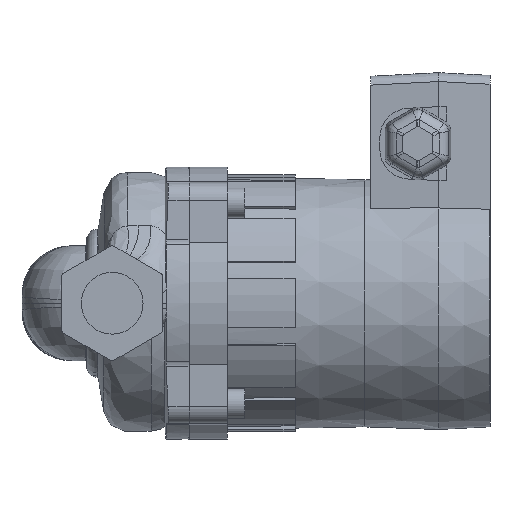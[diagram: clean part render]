
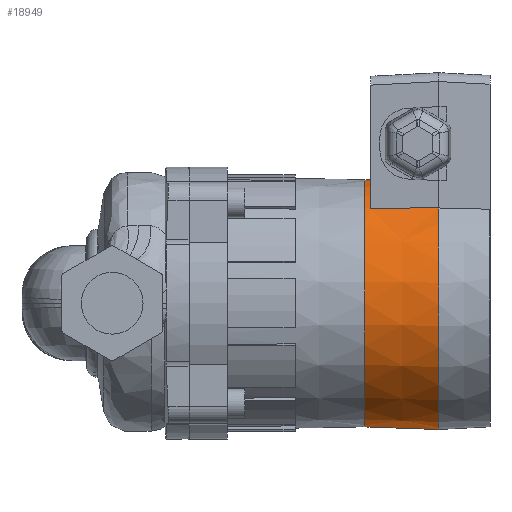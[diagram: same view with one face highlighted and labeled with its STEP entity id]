
A CAD part, front view. The second image highlights one B-rep face of the part: STEP entity #18949.
In plain terms, the highlighted conical face has half-angle 2 degrees and reference radius 42.7 mm.
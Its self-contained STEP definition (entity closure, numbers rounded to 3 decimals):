
#176 = CARTESIAN_POINT ( 'NONE',  ( 61.4, -26.789, 32.208 ) ) ;
#190 = CARTESIAN_POINT ( 'NONE',  ( 84.5, -28., 32.238 ) ) ;
#208 = CARTESIAN_POINT ( 'NONE',  ( 61.4, 0., 41.893 ) ) ;
#214 = CARTESIAN_POINT ( 'NONE',  ( 59.5, 0., 41.827 ) ) ;
#218 = CARTESIAN_POINT ( 'NONE',  ( 84.5, 0., -42.7 ) ) ;
#246 = CARTESIAN_POINT ( 'NONE',  ( 59.5, 0., -41.827 ) ) ;
#1235 = EDGE_CURVE ( 'NONE', #20643, #20634, #6977, .T. ) ;
#1270 = EDGE_CURVE ( 'NONE', #20652, #20634, #4506, .T. ) ;
#1339 = EDGE_CURVE ( 'NONE', #20655, #20652, #5568, .T. ) ;
#1578 = EDGE_CURVE ( 'NONE', #20671, #20657, #21931, .T. ) ;
#1588 = EDGE_CURVE ( 'NONE', #20655, #20671, #26022, .T. ) ;
#1607 = EDGE_CURVE ( 'NONE', #20643, #20657, #19426, .T. ) ;
#2093 = VECTOR ( 'NONE', #5570, 1000. ) ;
#3209 = ORIENTED_EDGE ( 'NONE', *, *, #1270, .F. ) ;
#3215 = ORIENTED_EDGE ( 'NONE', *, *, #1235, .T. ) ;
#4506 = CIRCLE ( 'NONE', #4595, 41.893 ) ;
#4595 = AXIS2_PLACEMENT_3D ( 'NONE', #6758, #6759, #6760 ) ;
#5068 = CONICAL_SURFACE ( 'NONE', #5070, 42.7, 0.035 ) ;
#5070 = AXIS2_PLACEMENT_3D ( 'NONE', #23769, #23764, #23766 ) ;
#5568 = LINE ( 'NONE', #5569, #2093 ) ;
#5569 = CARTESIAN_POINT ( 'NONE',  ( 84.5, 0., 42.7 ) ) ;
#5570 = DIRECTION ( 'NONE',  ( 0.999, 0., 0.035 ) ) ;
#6758 = CARTESIAN_POINT ( 'NONE',  ( 61.4, 0., 0. ) ) ;
#6759 = DIRECTION ( 'NONE',  ( 1., 0., 0. ) ) ;
#6760 = DIRECTION ( 'NONE',  ( 0., 0., -1. ) ) ;
#6977 =( BOUNDED_CURVE ( )  B_SPLINE_CURVE ( 3, ( #20294, #20293, #20299, #20300 ),
 .UNSPECIFIED., .F., .T. ) 
 B_SPLINE_CURVE_WITH_KNOTS ( ( 4, 4 ),
 ( 1.59, 1.618 ),
 .UNSPECIFIED. ) 
 CURVE ( )  GEOMETRIC_REPRESENTATION_ITEM ( )  RATIONAL_B_SPLINE_CURVE ( ( 1., 1., 1., 1. ) ) 
 REPRESENTATION_ITEM ( '' )  );
#18949 = ADVANCED_FACE ( 'NONE', ( #23770 ), #5068, .T. ) ;
#19413 = AXIS2_PLACEMENT_3D ( 'NONE', #22135, #22137, #22139 ) ;
#19426 = CIRCLE ( 'NONE', #19430, 42.7 ) ;
#19430 = AXIS2_PLACEMENT_3D ( 'NONE', #22444, #22446, #22448 ) ;
#20293 = CARTESIAN_POINT ( 'NONE',  ( 76.797, -27.596, 32.232 ) ) ;
#20294 = CARTESIAN_POINT ( 'NONE',  ( 84.5, -28., 32.238 ) ) ;
#20299 = CARTESIAN_POINT ( 'NONE',  ( 69.096, -27.193, 32.222 ) ) ;
#20300 = CARTESIAN_POINT ( 'NONE',  ( 61.4, -26.789, 32.208 ) ) ;
#20634 = VERTEX_POINT ( 'NONE', #176 ) ;
#20643 = VERTEX_POINT ( 'NONE', #190 ) ;
#20652 = VERTEX_POINT ( 'NONE', #208 ) ;
#20655 = VERTEX_POINT ( 'NONE', #214 ) ;
#20657 = VERTEX_POINT ( 'NONE', #218 ) ;
#20671 = VERTEX_POINT ( 'NONE', #246 ) ;
#20931 = EDGE_LOOP ( 'NONE', ( #21048, #21050, #21034, #21033, #3215, #3209 ) ) ;
#21033 = ORIENTED_EDGE ( 'NONE', *, *, #1607, .F. ) ;
#21034 = ORIENTED_EDGE ( 'NONE', *, *, #1578, .T. ) ;
#21048 = ORIENTED_EDGE ( 'NONE', *, *, #1339, .F. ) ;
#21050 = ORIENTED_EDGE ( 'NONE', *, *, #1588, .T. ) ;
#21931 = LINE ( 'NONE', #21934, #26023 ) ;
#21934 = CARTESIAN_POINT ( 'NONE',  ( 84.5, 0., -42.7 ) ) ;
#21936 = DIRECTION ( 'NONE',  ( 0.999, 0., -0.035 ) ) ;
#22135 = CARTESIAN_POINT ( 'NONE',  ( 59.5, 0., 0. ) ) ;
#22137 = DIRECTION ( 'NONE',  ( 1., 0., 0. ) ) ;
#22139 = DIRECTION ( 'NONE',  ( 0., 0., -1. ) ) ;
#22444 = CARTESIAN_POINT ( 'NONE',  ( 84.5, 0., 0. ) ) ;
#22446 = DIRECTION ( 'NONE',  ( 1., 0., 0. ) ) ;
#22448 = DIRECTION ( 'NONE',  ( 0., 0., -1. ) ) ;
#23764 = DIRECTION ( 'NONE',  ( 1., 0., 0. ) ) ;
#23766 = DIRECTION ( 'NONE',  ( 0., 0., -1. ) ) ;
#23769 = CARTESIAN_POINT ( 'NONE',  ( 84.5, 0., 0. ) ) ;
#23770 = FACE_OUTER_BOUND ( 'NONE', #20931, .T. ) ;
#26022 = CIRCLE ( 'NONE', #19413, 41.827 ) ;
#26023 = VECTOR ( 'NONE', #21936, 1000. ) ;
